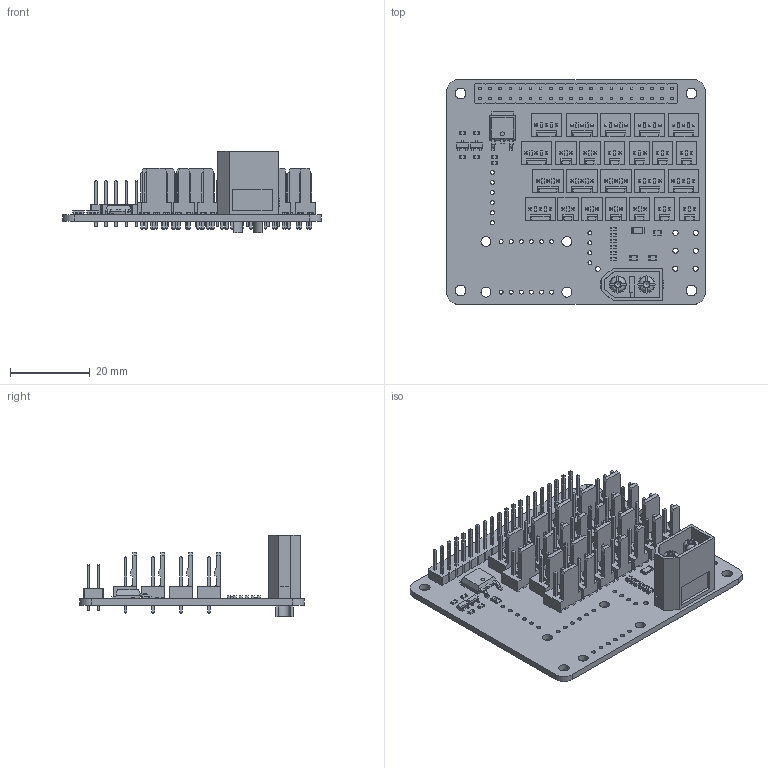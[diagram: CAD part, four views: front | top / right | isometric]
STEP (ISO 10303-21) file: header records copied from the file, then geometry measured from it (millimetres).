
FILE_DESCRIPTION(('FreeCAD Model'),'2;1');
FILE_NAME('Open CASCADE Shape Model','2022-02-27T21:00:36',('Author'),( ''),'Open CASCADE STEP processor 7.5','FreeCAD','Unknown');
FILE_SCHEMA(('AUTOMOTIVE_DESIGN { 1 0 10303 214 1 1 1 1 }'));
Length unit declared in the file: millimetre
Products named in the file (15): isopod_distro; Board_Geoms_4663; Pcb_4663; Step_Models_4663; Top_4663; Q2_SOT_23_13de3de3c2ef; R11_R_0603_1608Metric_2da430bc9cf8; C1_C_0603_1608Metric_94d6544a8366; J30_PinHeader_2x20_P254mm_Vertical_b2ee337b9778; J16_XT60 male v9_908ace8c5e16; J11_Molex_AE_6410_02A_1a6b708315a6; R4_R_1206_3216Metric_e61873b6a125; R1_R_0805_2012Metric_dd68c0426109; J19_Molex_AE_6410_03A_02e03ff244a9; Q1_TO_252_2_08bba05e86ff
Assembly tree (49 placements, depth 4):
  isopod_distro
    Board_Geoms_4663
      Pcb_4663
    Step_Models_4663
      Top_4663
        Q2_SOT_23_13de3de3c2ef  x2
        R11_R_0603_1608Metric_2da430bc9cf8  x6
        C1_C_0603_1608Metric_94d6544a8366  x6
        J30_PinHeader_2x20_P254mm_Vertical_b2ee337b9778
        J16_XT60 male v9_908ace8c5e16
        J11_Molex_AE_6410_02A_1a6b708315a6  x12
        R4_R_1206_3216Metric_e61873b6a125
        R1_R_0805_2012Metric_dd68c0426109  x3
        J19_Molex_AE_6410_03A_02e03ff244a9  x12
        Q1_TO_252_2_08bba05e86ff
Bounding box: 65 x 56.5 x 20.5 mm (x, y, z)
Volume: 11019.4 mm3; surface area: 20492 mm2
Topology: 48 solids, 48 shells, 3648 faces, 9695 edges, 8280 vertices
Faces by surface type: plane 3202, cylinder 380, bspline 62, cone 4
Full cylindrical faces by diameter (mm): 0.95 x4, 1 x59, 1.19 x60, 1.2 x1, 1.3 x6, 2.5 x4, 2.7 x4, 3 x2, 4.3 x4, 4.5 x2, 6 x2
Entity records: 64186 total; most frequent: CARTESIAN_POINT 11576, DIRECTION 8107, ORIENTED_EDGE 7578, EDGE_CURVE 3789, LINE 3689, VECTOR 3689, VERTEX_POINT 2386, AXIS2_PLACEMENT_3D 2209
